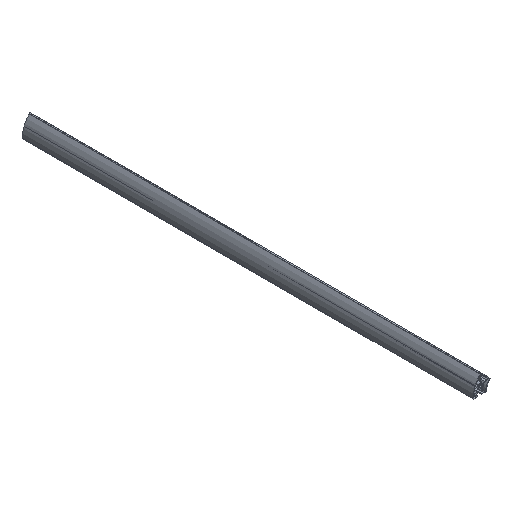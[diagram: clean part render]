
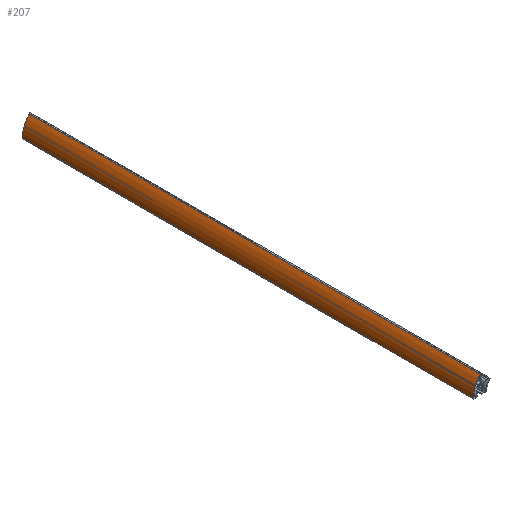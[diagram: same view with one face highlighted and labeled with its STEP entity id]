
A CAD part, isometric view. The second image highlights one B-rep face of the part: STEP entity #207.
In plain terms, the highlighted cylindrical face has radius 60 mm (diameter 120 mm), a partial arc.
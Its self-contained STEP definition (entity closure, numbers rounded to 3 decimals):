
#207=ADVANCED_FACE('',(#348),#349,.T.);
#348=FACE_OUTER_BOUND('',#512,.T.);
#349=CYLINDRICAL_SURFACE('',#513,60.);
#512=EDGE_LOOP('',(#1082,#1083,#1084,#1085));
#513=AXIS2_PLACEMENT_3D('',#1086,#1087,#1088);
#1082=ORIENTED_EDGE('',*,*,#1440,.F.);
#1083=ORIENTED_EDGE('',*,*,#1455,.F.);
#1084=ORIENTED_EDGE('',*,*,#1299,.F.);
#1085=ORIENTED_EDGE('',*,*,#1454,.T.);
#1086=CARTESIAN_POINT('',(42.426,3500.0,-42.426));
#1087=DIRECTION('',(0.,-1.0,0.0));
#1088=DIRECTION('',(1.0,0.,0.0));
#1299=EDGE_CURVE('',#1575,#1577,#1578,.T.);
#1440=EDGE_CURVE('',#1812,#1814,#1815,.T.);
#1454=EDGE_CURVE('',#1575,#1814,#1834,.T.);
#1455=EDGE_CURVE('',#1577,#1812,#1835,.T.);
#1575=VERTEX_POINT('',#1993);
#1577=VERTEX_POINT('',#1995);
#1578=CIRCLE('',#1996,60.);
#1812=VERTEX_POINT('',#2352);
#1814=VERTEX_POINT('',#2354);
#1815=CIRCLE('',#2355,60.);
#1834=LINE('',#2386,#2387);
#1835=LINE('',#2388,#2389);
#1993=CARTESIAN_POINT('',(-17.538,1000.0,-40.357));
#1995=CARTESIAN_POINT('',(-1.438,1000.0,-1.488));
#1996=AXIS2_PLACEMENT_3D('',#2505,#2506,#2507);
#2352=CARTESIAN_POINT('',(-1.438,0.0,-1.488));
#2354=CARTESIAN_POINT('',(-17.538,0.0,-40.357));
#2355=AXIS2_PLACEMENT_3D('',#2684,#2685,#2686);
#2386=CARTESIAN_POINT('',(-17.538,3500.0,-40.357));
#2387=VECTOR('',#2702,1.0);
#2388=CARTESIAN_POINT('',(-1.438,3500.0,-1.488));
#2389=VECTOR('',#2703,1.0);
#2505=CARTESIAN_POINT('',(42.426,1000.0,-42.426));
#2506=DIRECTION('',(0.,1.0,0.0));
#2507=DIRECTION('',(-1.0,0.,0.0));
#2684=CARTESIAN_POINT('',(42.426,0.0,-42.426));
#2685=DIRECTION('',(0.,-1.0,0.0));
#2686=DIRECTION('',(1.0,0.,0.0));
#2702=DIRECTION('',(0.,-1.0,0.0));
#2703=DIRECTION('',(0.,-1.0,0.0));
